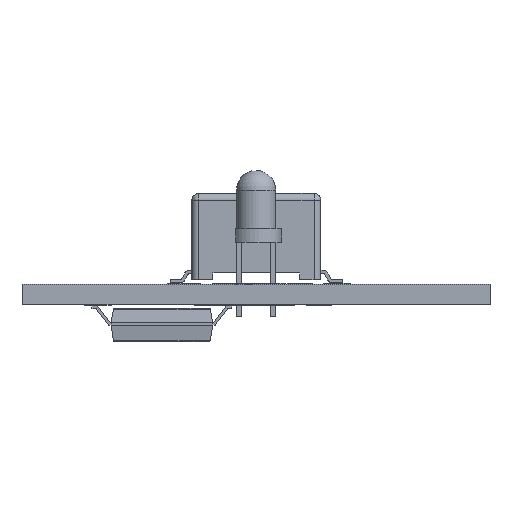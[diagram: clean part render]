
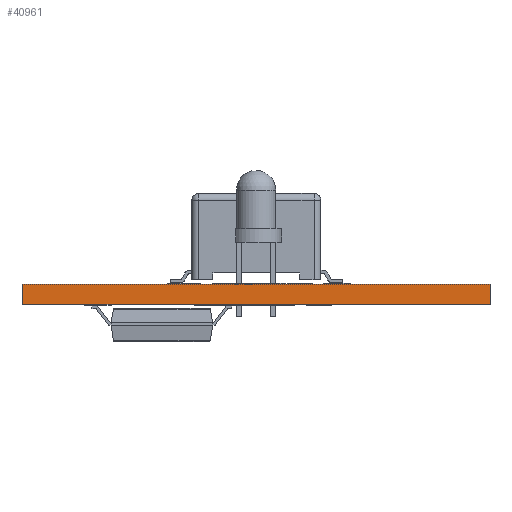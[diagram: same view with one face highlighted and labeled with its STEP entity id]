
A CAD part, front view. The second image highlights one B-rep face of the part: STEP entity #40961.
In plain terms, the highlighted planar face has unit normal (0, -1, 0).
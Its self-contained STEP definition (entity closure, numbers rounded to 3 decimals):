
#40095 = VERTEX_POINT('',#40096);
#40096 = CARTESIAN_POINT('',(-17.275,-30.25,0.));
#40102 = EDGE_CURVE('',#40103,#40095,#40105,.T.);
#40103 = VERTEX_POINT('',#40104);
#40104 = CARTESIAN_POINT('',(17.275,-30.25,0.));
#40105 = LINE('',#40106,#40107);
#40106 = CARTESIAN_POINT('',(17.275,-30.25,0.));
#40107 = VECTOR('',#40108,1.);
#40108 = DIRECTION('',(-1.,0.,0.));
#40394 = VERTEX_POINT('',#40395);
#40395 = CARTESIAN_POINT('',(-17.275,-30.25,1.51));
#40401 = EDGE_CURVE('',#40402,#40394,#40404,.T.);
#40402 = VERTEX_POINT('',#40403);
#40403 = CARTESIAN_POINT('',(17.275,-30.25,1.51));
#40404 = LINE('',#40405,#40406);
#40405 = CARTESIAN_POINT('',(17.275,-30.25,1.51));
#40406 = VECTOR('',#40407,1.);
#40407 = DIRECTION('',(-1.,0.,0.));
#40933 = EDGE_CURVE('',#40103,#40402,#40934,.T.);
#40934 = LINE('',#40935,#40936);
#40935 = CARTESIAN_POINT('',(17.275,-30.25,0.));
#40936 = VECTOR('',#40937,1.);
#40937 = DIRECTION('',(0.,0.,1.));
#40961 = ADVANCED_FACE('',(#40962),#40973,.T.);
#40962 = FACE_BOUND('',#40963,.T.);
#40963 = EDGE_LOOP('',(#40964,#40965,#40966,#40972));
#40964 = ORIENTED_EDGE('',*,*,#40933,.T.);
#40965 = ORIENTED_EDGE('',*,*,#40401,.T.);
#40966 = ORIENTED_EDGE('',*,*,#40967,.F.);
#40967 = EDGE_CURVE('',#40095,#40394,#40968,.T.);
#40968 = LINE('',#40969,#40970);
#40969 = CARTESIAN_POINT('',(-17.275,-30.25,0.));
#40970 = VECTOR('',#40971,1.);
#40971 = DIRECTION('',(0.,0.,1.));
#40972 = ORIENTED_EDGE('',*,*,#40102,.F.);
#40973 = PLANE('',#40974);
#40974 = AXIS2_PLACEMENT_3D('',#40975,#40976,#40977);
#40975 = CARTESIAN_POINT('',(17.275,-30.25,0.));
#40976 = DIRECTION('',(0.,-1.,0.));
#40977 = DIRECTION('',(-1.,0.,0.));
